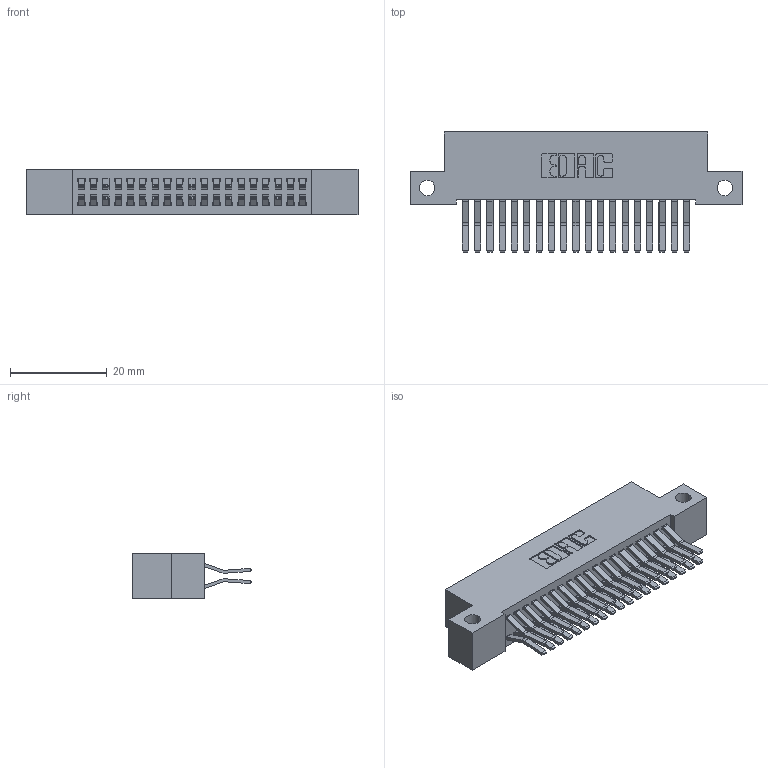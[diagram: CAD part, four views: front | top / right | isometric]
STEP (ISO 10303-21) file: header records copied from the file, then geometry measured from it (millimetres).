
FILE_DESCRIPTION (( 'STEP AP203' ), '1' );
FILE_NAME ('392-038-560-212.STEP', '2018-08-16T06:08:55', ( '' ), ( '' ), 'SwSTEP 2.0', 'SolidWorks 2016', '' );
FILE_SCHEMA (( 'CONFIG_CONTROL_DESIGN' ));
Length unit declared in the file: inch
Products named in the file (3): 342 Part_Side Mount; 345-292-001_560 Tail; 392-038-560-212
Assembly tree (39 placements, depth 2):
  392-038-560-212
    342 Part_Side Mount
    345-292-001_560 Tail  x38
Bounding box: 68.58 x 24.78 x 9.4 mm (x, y, z)
Volume: 6228.6 mm3; surface area: 10010.3 mm2
Topology: 39 solids, 39 shells, 2162 faces, 6417 edges, 4226 vertices
Faces by surface type: plane 1434, cylinder 728
Entity records: 15157 total; most frequent: CARTESIAN_POINT 2538, ORIENTED_EDGE 2474, DIRECTION 2213, EDGE_CURVE 1237, LINE 1105, VECTOR 1105, VERTEX_POINT 822, AXIS2_PLACEMENT_3D 554
